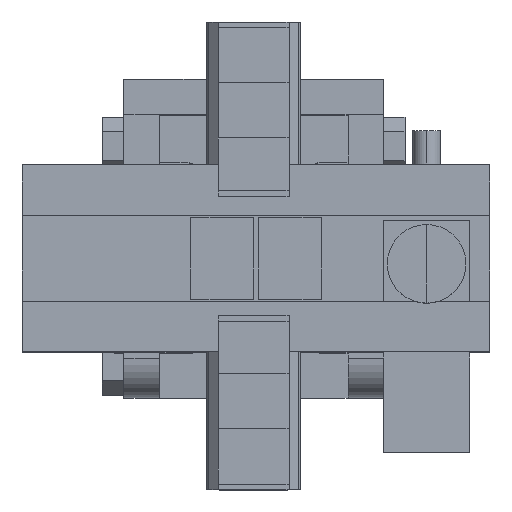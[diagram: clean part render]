
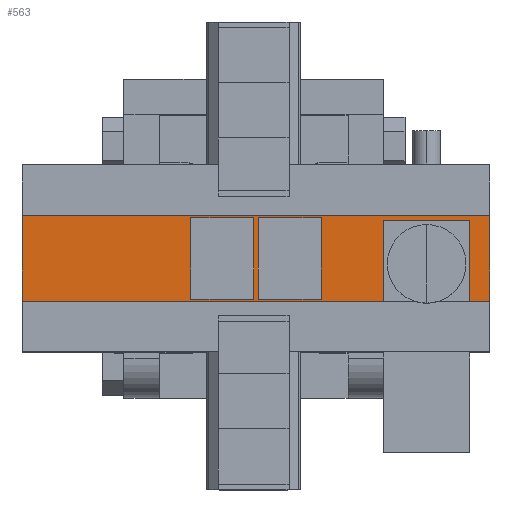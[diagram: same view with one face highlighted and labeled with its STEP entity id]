
A CAD part, top view. The second image highlights one B-rep face of the part: STEP entity #563.
In plain terms, the highlighted planar face has unit normal (0, 0, 1).
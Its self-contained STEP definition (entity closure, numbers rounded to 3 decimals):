
#42=FACE_BOUND('',#1389,.T.);
#43=FACE_BOUND('',#1390,.T.);
#563=ADVANCED_FACE('',(#960,#42,#43),#6783,.T.);
#960=FACE_OUTER_BOUND('',#1388,.T.);
#1388=EDGE_LOOP('',(#3077,#3078,#3079,#3080,#3081,#3082,#3083,#3084));
#1389=EDGE_LOOP('',(#3085,#3086,#3087,#3088));
#1390=EDGE_LOOP('',(#3089,#3090,#3091,#3092));
#3077=ORIENTED_EDGE('',*,*,#4312,.T.);
#3078=ORIENTED_EDGE('',*,*,#4311,.F.);
#3079=ORIENTED_EDGE('',*,*,#4313,.F.);
#3080=ORIENTED_EDGE('',*,*,#3708,.F.);
#3081=ORIENTED_EDGE('',*,*,#3705,.F.);
#3082=ORIENTED_EDGE('',*,*,#3706,.F.);
#3083=ORIENTED_EDGE('',*,*,#3707,.F.);
#3084=ORIENTED_EDGE('',*,*,#4446,.F.);
#3085=ORIENTED_EDGE('',*,*,#3698,.F.);
#3086=ORIENTED_EDGE('',*,*,#3699,.F.);
#3087=ORIENTED_EDGE('',*,*,#3700,.F.);
#3088=ORIENTED_EDGE('',*,*,#3697,.F.);
#3089=ORIENTED_EDGE('',*,*,#3701,.F.);
#3090=ORIENTED_EDGE('',*,*,#3702,.F.);
#3091=ORIENTED_EDGE('',*,*,#3703,.F.);
#3092=ORIENTED_EDGE('',*,*,#3704,.F.);
#3697=EDGE_CURVE('',#5898,#5899,#5192,.T.);
#3698=EDGE_CURVE('',#5900,#5898,#5193,.T.);
#3699=EDGE_CURVE('',#5901,#5900,#5194,.T.);
#3700=EDGE_CURVE('',#5899,#5901,#5195,.T.);
#3701=EDGE_CURVE('',#5902,#5903,#5196,.T.);
#3702=EDGE_CURVE('',#5904,#5902,#5197,.T.);
#3703=EDGE_CURVE('',#5905,#5904,#5198,.T.);
#3704=EDGE_CURVE('',#5903,#5905,#5199,.T.);
#3705=EDGE_CURVE('',#5906,#5907,#5200,.T.);
#3706=EDGE_CURVE('',#5908,#5906,#5201,.T.);
#3707=EDGE_CURVE('',#5909,#5908,#5202,.T.);
#3708=EDGE_CURVE('',#5907,#6296,#5203,.T.);
#4311=EDGE_CURVE('',#6293,#6294,#5632,.T.);
#4312=EDGE_CURVE('',#6295,#6294,#5633,.T.);
#4313=EDGE_CURVE('',#6296,#6293,#5634,.T.);
#4446=EDGE_CURVE('',#6295,#5909,#5744,.T.);
#5192=B_SPLINE_CURVE_WITH_KNOTS('',1,(#9993,#9994),.UNSPECIFIED.,.F.,.F.,
(2,2),(-20.8,0.),.UNSPECIFIED.);
#5193=B_SPLINE_CURVE_WITH_KNOTS('',1,(#9995,#9996),.UNSPECIFIED.,.F.,.F.,
(2,2),(-16.,0.),.UNSPECIFIED.);
#5194=B_SPLINE_CURVE_WITH_KNOTS('',1,(#9997,#9998),.UNSPECIFIED.,.F.,.F.,
(2,2),(-20.8,0.),.UNSPECIFIED.);
#5195=B_SPLINE_CURVE_WITH_KNOTS('',1,(#9999,#10000),.UNSPECIFIED.,.F.,.F.,
(2,2),(-16.,0.),.UNSPECIFIED.);
#5196=B_SPLINE_CURVE_WITH_KNOTS('',1,(#10001,#10002),.UNSPECIFIED.,.F.,
 .F.,(2,2),(-20.8,0.),.UNSPECIFIED.);
#5197=B_SPLINE_CURVE_WITH_KNOTS('',1,(#10003,#10004),.UNSPECIFIED.,.F.,
 .F.,(2,2),(-16.,0.),.UNSPECIFIED.);
#5198=B_SPLINE_CURVE_WITH_KNOTS('',1,(#10005,#10006),.UNSPECIFIED.,.F.,
 .F.,(2,2),(-20.8,0.),.UNSPECIFIED.);
#5199=B_SPLINE_CURVE_WITH_KNOTS('',1,(#10007,#10008),.UNSPECIFIED.,.F.,
 .F.,(2,2),(-16.,0.),.UNSPECIFIED.);
#5200=B_SPLINE_CURVE_WITH_KNOTS('',1,(#10009,#10010),.UNSPECIFIED.,.F.,
 .F.,(2,2),(-21.8,0.),.UNSPECIFIED.);
#5201=B_SPLINE_CURVE_WITH_KNOTS('',1,(#10011,#10012),.UNSPECIFIED.,.F.,
 .F.,(2,2),(-119.,0.),.UNSPECIFIED.);
#5202=B_SPLINE_CURVE_WITH_KNOTS('',1,(#10013,#10014),.UNSPECIFIED.,.F.,
 .F.,(2,2),(-21.8,0.),.UNSPECIFIED.);
#5203=B_SPLINE_CURVE_WITH_KNOTS('',1,(#10015,#10016),.UNSPECIFIED.,.F.,
 .F.,(2,2),(-119.,-113.9),.UNSPECIFIED.);
#5632=B_SPLINE_CURVE_WITH_KNOTS('',1,(#11371,#11372),.UNSPECIFIED.,.F.,
 .F.,(2,2),(-113.9,-91.9),.UNSPECIFIED.);
#5633=B_SPLINE_CURVE_WITH_KNOTS('',1,(#11373,#11374),.UNSPECIFIED.,.F.,
 .F.,(2,2),(-20.5,0.),.UNSPECIFIED.);
#5634=B_SPLINE_CURVE_WITH_KNOTS('',1,(#11375,#11376),.UNSPECIFIED.,.F.,
 .F.,(2,2),(-20.5,0.),.UNSPECIFIED.);
#5744=B_SPLINE_CURVE_WITH_KNOTS('',1,(#11732,#11733),.UNSPECIFIED.,.F.,
 .F.,(2,2),(-91.9,0.),.UNSPECIFIED.);
#5898=VERTEX_POINT('',#9376);
#5899=VERTEX_POINT('',#9377);
#5900=VERTEX_POINT('',#9378);
#5901=VERTEX_POINT('',#9379);
#5902=VERTEX_POINT('',#9380);
#5903=VERTEX_POINT('',#9381);
#5904=VERTEX_POINT('',#9382);
#5905=VERTEX_POINT('',#9383);
#5906=VERTEX_POINT('',#9384);
#5907=VERTEX_POINT('',#9385);
#5908=VERTEX_POINT('',#9386);
#5909=VERTEX_POINT('',#9387);
#6293=VERTEX_POINT('',#9771);
#6294=VERTEX_POINT('',#9772);
#6295=VERTEX_POINT('',#9773);
#6296=VERTEX_POINT('',#9774);
#6783=PLANE('',#7226);
#7226=AXIS2_PLACEMENT_3D('',#9133,#7836,$);
#7836=DIRECTION('',(0.,0.,1.));
#9133=CARTESIAN_POINT('',(-70.812,428.195,108.));
#9376=CARTESIAN_POINT('',(17.2,404.703,108.));
#9377=CARTESIAN_POINT('',(17.2,425.503,108.));
#9378=CARTESIAN_POINT('',(1.2,404.703,108.));
#9379=CARTESIAN_POINT('',(1.2,425.503,108.));
#9380=CARTESIAN_POINT('',(0.,404.703,108.));
#9381=CARTESIAN_POINT('',(0.,425.503,108.));
#9382=CARTESIAN_POINT('',(-16.,404.703,108.));
#9383=CARTESIAN_POINT('',(-16.,425.503,108.));
#9384=CARTESIAN_POINT('',(60.1,426.003,108.));
#9385=CARTESIAN_POINT('',(60.1,404.203,108.));
#9386=CARTESIAN_POINT('',(-58.9,426.003,108.));
#9387=CARTESIAN_POINT('',(-58.9,404.203,108.));
#9771=CARTESIAN_POINT('',(55.,424.703,108.));
#9772=CARTESIAN_POINT('',(33.,424.703,108.));
#9773=CARTESIAN_POINT('',(33.,404.203,108.));
#9774=CARTESIAN_POINT('',(55.,404.203,108.));
#9993=CARTESIAN_POINT('',(17.2,404.703,108.));
#9994=CARTESIAN_POINT('',(17.2,425.503,108.));
#9995=CARTESIAN_POINT('',(1.2,404.703,108.));
#9996=CARTESIAN_POINT('',(17.2,404.703,108.));
#9997=CARTESIAN_POINT('',(1.2,425.503,108.));
#9998=CARTESIAN_POINT('',(1.2,404.703,108.));
#9999=CARTESIAN_POINT('',(17.2,425.503,108.));
#10000=CARTESIAN_POINT('',(1.2,425.503,108.));
#10001=CARTESIAN_POINT('',(0.,404.703,108.));
#10002=CARTESIAN_POINT('',(0.,425.503,108.));
#10003=CARTESIAN_POINT('',(-16.,404.703,108.));
#10004=CARTESIAN_POINT('',(0.,404.703,108.));
#10005=CARTESIAN_POINT('',(-16.,425.503,108.));
#10006=CARTESIAN_POINT('',(-16.,404.703,108.));
#10007=CARTESIAN_POINT('',(0.,425.503,108.));
#10008=CARTESIAN_POINT('',(-16.,425.503,108.));
#10009=CARTESIAN_POINT('',(60.1,426.003,108.));
#10010=CARTESIAN_POINT('',(60.1,404.203,108.));
#10011=CARTESIAN_POINT('',(-58.9,426.003,108.));
#10012=CARTESIAN_POINT('',(60.1,426.003,108.));
#10013=CARTESIAN_POINT('',(-58.9,404.203,108.));
#10014=CARTESIAN_POINT('',(-58.9,426.003,108.));
#10015=CARTESIAN_POINT('',(60.1,404.203,108.));
#10016=CARTESIAN_POINT('',(55.,404.203,108.));
#11371=CARTESIAN_POINT('',(55.,424.703,108.));
#11372=CARTESIAN_POINT('',(33.,424.703,108.));
#11373=CARTESIAN_POINT('',(33.,404.203,108.));
#11374=CARTESIAN_POINT('',(33.,424.703,108.));
#11375=CARTESIAN_POINT('',(55.,404.203,108.));
#11376=CARTESIAN_POINT('',(55.,424.703,108.));
#11732=CARTESIAN_POINT('',(33.,404.203,108.));
#11733=CARTESIAN_POINT('',(-58.9,404.203,108.));
